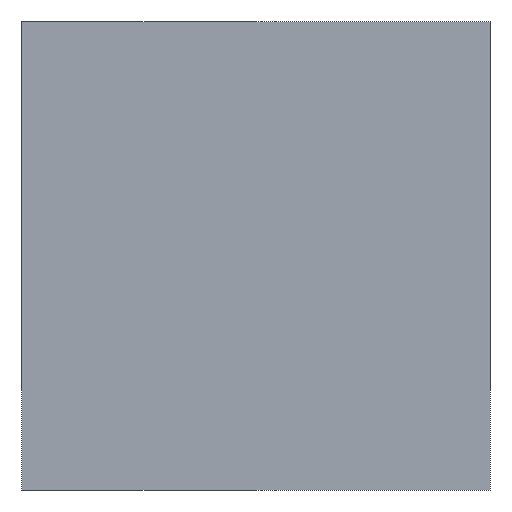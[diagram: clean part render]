
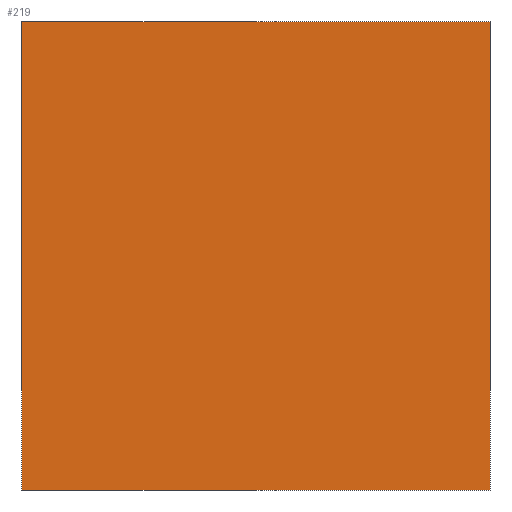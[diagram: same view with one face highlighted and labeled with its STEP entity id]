
A CAD part, front view. The second image highlights one B-rep face of the part: STEP entity #219.
In plain terms, the highlighted planar face has unit normal (0, -1, 0).
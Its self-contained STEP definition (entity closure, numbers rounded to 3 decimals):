
#28=PLANE('',#254);
#39=FACE_OUTER_BOUND('',#55,.T.);
#55=EDGE_LOOP('',(#189,#190,#191,#192));
#69=LINE('',#338,#86);
#72=LINE('',#351,#89);
#77=LINE('',#370,#94);
#78=LINE('',#371,#95);
#86=VECTOR('',#275,10.);
#89=VECTOR('',#288,10.);
#94=VECTOR('',#311,10.);
#95=VECTOR('',#312,10.);
#113=VERTEX_POINT('',#335);
#114=VERTEX_POINT('',#337);
#119=VERTEX_POINT('',#349);
#124=VERTEX_POINT('',#369);
#133=EDGE_CURVE('',#113,#114,#69,.T.);
#140=EDGE_CURVE('',#119,#113,#72,.T.);
#149=EDGE_CURVE('',#124,#119,#77,.T.);
#150=EDGE_CURVE('',#124,#114,#78,.T.);
#189=ORIENTED_EDGE('',*,*,#149,.F.);
#190=ORIENTED_EDGE('',*,*,#150,.T.);
#191=ORIENTED_EDGE('',*,*,#133,.F.);
#192=ORIENTED_EDGE('',*,*,#140,.F.);
#219=ADVANCED_FACE('',(#39),#28,.T.);
#254=AXIS2_PLACEMENT_3D('',#368,#309,#310);
#275=DIRECTION('',(0.,0.,1.));
#288=DIRECTION('',(-1.,0.,0.));
#309=DIRECTION('center_axis',(0.,-1.,0.));
#310=DIRECTION('ref_axis',(0.,0.,1.));
#311=DIRECTION('',(0.,0.,-1.));
#312=DIRECTION('',(-1.,0.,0.));
#335=CARTESIAN_POINT('',(0.,0.,-3.5));
#337=CARTESIAN_POINT('',(0.,0.,0.));
#338=CARTESIAN_POINT('',(0.,0.,0.));
#349=CARTESIAN_POINT('',(3.5,0.,-3.5));
#351=CARTESIAN_POINT('',(3.5,0.,-3.5));
#368=CARTESIAN_POINT('Origin',(3.5,0.,-3.5));
#369=CARTESIAN_POINT('',(3.5,0.,0.));
#370=CARTESIAN_POINT('',(3.5,0.,0.));
#371=CARTESIAN_POINT('',(3.5,0.,0.));
